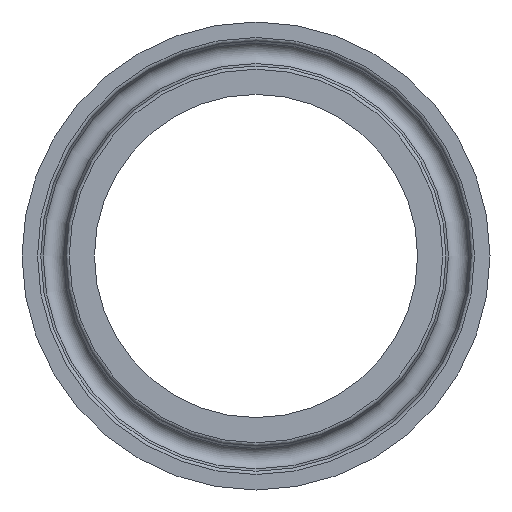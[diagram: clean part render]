
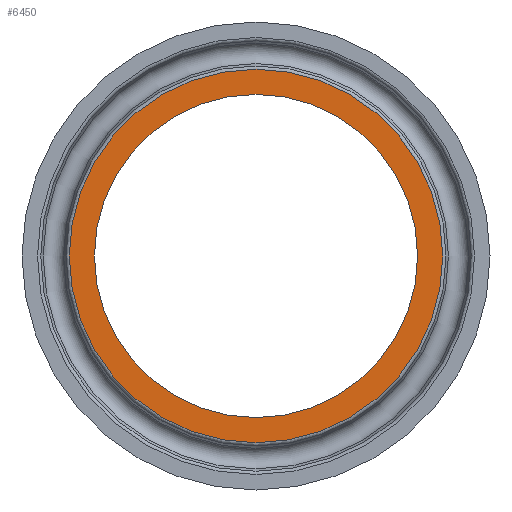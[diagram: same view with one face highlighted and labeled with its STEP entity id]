
A CAD part, left-side view. The second image highlights one B-rep face of the part: STEP entity #6450.
In plain terms, the highlighted planar face has unit normal (-1, 0, 0).
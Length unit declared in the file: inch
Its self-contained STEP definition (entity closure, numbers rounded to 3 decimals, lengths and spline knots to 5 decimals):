
#110=FACE_BOUND('',#1186,.T.);
#111=FACE_BOUND('',#1187,.T.);
#286=PLANE('',#6885);
#1186=EDGE_LOOP('',(#6024));
#1187=EDGE_LOOP('',(#6025));
#1361=CIRCLE('',#6873,0.685);
#1366=CIRCLE('',#6883,0.79165);
#3180=VERTEX_POINT('',#13837);
#3185=VERTEX_POINT('',#13852);
#4128=EDGE_CURVE('',#3180,#3180,#1361,.T.);
#4133=EDGE_CURVE('',#3185,#3185,#1366,.T.);
#6024=ORIENTED_EDGE('',*,*,#4128,.T.);
#6025=ORIENTED_EDGE('',*,*,#4133,.F.);
#6450=ADVANCED_FACE('',(#110,#111),#286,.T.);
#6873=AXIS2_PLACEMENT_3D('',#13838,#8173,#8174);
#6883=AXIS2_PLACEMENT_3D('',#13853,#8193,#8194);
#6885=AXIS2_PLACEMENT_3D('',#13856,#8197,#8198);
#8173=DIRECTION('center_axis',(1.,0.,0.));
#8174=DIRECTION('ref_axis',(0.,1.,0.));
#8193=DIRECTION('center_axis',(1.,0.,0.));
#8194=DIRECTION('ref_axis',(0.,-1.,0.));
#8197=DIRECTION('center_axis',(-1.,0.,0.));
#8198=DIRECTION('ref_axis',(0.,0.,1.));
#13837=CARTESIAN_POINT('',(0.,0.685,0.));
#13838=CARTESIAN_POINT('Origin',(0.,0.,
0.));
#13852=CARTESIAN_POINT('',(0.,0.79165,0.));
#13853=CARTESIAN_POINT('Origin',(0.,0.,
0.));
#13856=CARTESIAN_POINT('Origin',(0.,0.74329,
0.));
